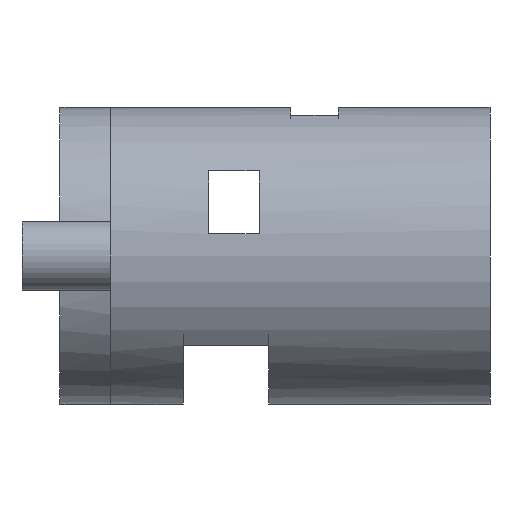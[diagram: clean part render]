
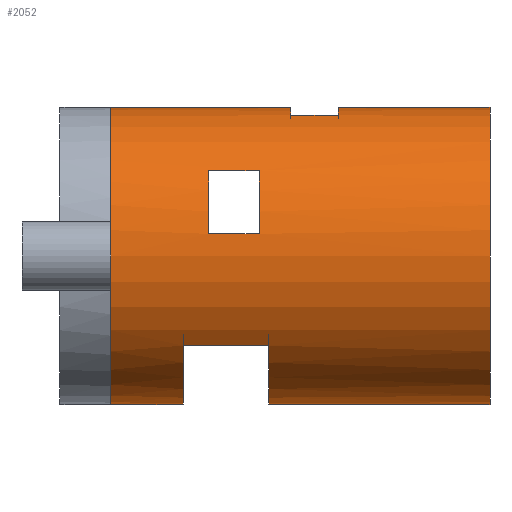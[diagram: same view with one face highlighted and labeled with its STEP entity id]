
A CAD part, left-side view. The second image highlights one B-rep face of the part: STEP entity #2052.
In plain terms, the highlighted cylindrical face has radius 23.5 mm (diameter 47 mm), a partial arc.
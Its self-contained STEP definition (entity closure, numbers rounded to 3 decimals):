
#4 = VERTEX_POINT ( 'NONE', #344 ) ;
#6 = CARTESIAN_POINT ( 'NONE',  ( -7.5, 10., 6.271 ) ) ;
#21 = CIRCLE ( 'NONE', #1711, 23.5 ) ;
#44 = DIRECTION ( 'NONE',  ( 0., 1., 0. ) ) ;
#137 = VECTOR ( 'NONE', #954, 1000. ) ;
#147 = VERTEX_POINT ( 'NONE', #1188 ) ;
#151 = CARTESIAN_POINT ( 'NONE',  ( 0., 10., -39.5 ) ) ;
#168 = DIRECTION ( 'NONE',  ( 0., 0., -1. ) ) ;
#184 = DIRECTION ( 'NONE',  ( 0., 0., -1. ) ) ;
#233 = CARTESIAN_POINT ( 'NONE',  ( -19.235, 10., -2.5 ) ) ;
#235 = CARTESIAN_POINT ( 'NONE',  ( 0., -50., -39.5 ) ) ;
#267 = CARTESIAN_POINT ( 'NONE',  ( 0., -18.5, -16. ) ) ;
#313 = ORIENTED_EDGE ( 'NONE', *, *, #946, .T. ) ;
#339 = LINE ( 'NONE', #881, #2166 ) ;
#342 = CIRCLE ( 'NONE', #1352, 23.5 ) ;
#344 = CARTESIAN_POINT ( 'NONE',  ( 0., -1.5, -39.5 ) ) ;
#351 = DIRECTION ( 'NONE',  ( 0., -1., 0. ) ) ;
#374 = LINE ( 'NONE', #233, #137 ) ;
#383 = CYLINDRICAL_SURFACE ( 'NONE', #1689, 23.5 ) ;
#384 = EDGE_CURVE ( 'NONE', #1042, #4, #1606, .T. ) ;
#415 = LINE ( 'NONE', #1685, #1257 ) ;
#423 = DIRECTION ( 'NONE',  ( 0., 0., -1. ) ) ;
#434 = CIRCLE ( 'NONE', #1114, 23.5 ) ;
#442 = CARTESIAN_POINT ( 'NONE',  ( -18.75, 10., -30.166 ) ) ;
#447 = DIRECTION ( 'NONE',  ( 0., -1., 0. ) ) ;
#450 = CARTESIAN_POINT ( 'NONE',  ( 0., -50., 7.5 ) ) ;
#451 = ORIENTED_EDGE ( 'NONE', *, *, #2090, .T. ) ;
#460 = VERTEX_POINT ( 'NONE', #842 ) ;
#514 = DIRECTION ( 'NONE',  ( 0., 1., 0. ) ) ;
#521 = ORIENTED_EDGE ( 'NONE', *, *, #595, .T. ) ;
#522 = EDGE_CURVE ( 'NONE', #147, #1426, #1639, .T. ) ;
#561 = EDGE_CURVE ( 'NONE', #616, #1402, #1189, .T. ) ;
#584 = VECTOR ( 'NONE', #351, 1000. ) ;
#591 = EDGE_LOOP ( 'NONE', ( #2249, #2238, #2267, #1568, #2101, #2137, #951, #1565, #1713, #692, #2077, #1533 ) ) ;
#595 = EDGE_CURVE ( 'NONE', #1426, #1445, #339, .T. ) ;
#605 = CIRCLE ( 'NONE', #1733, 23.5 ) ;
#616 = VERTEX_POINT ( 'NONE', #1736 ) ;
#628 = EDGE_CURVE ( 'NONE', #837, #1882, #605, .T. ) ;
#667 = CARTESIAN_POINT ( 'NONE',  ( 0., 10., 7.5 ) ) ;
#687 = CARTESIAN_POINT ( 'NONE',  ( 0., 10., 7.5 ) ) ;
#692 = ORIENTED_EDGE ( 'NONE', *, *, #1504, .T. ) ;
#701 = AXIS2_PLACEMENT_3D ( 'NONE', #2120, #514, #1060 ) ;
#712 = DIRECTION ( 'NONE',  ( 0., -1., 0. ) ) ;
#733 = CARTESIAN_POINT ( 'NONE',  ( 0., -15., -16. ) ) ;
#756 = CARTESIAN_POINT ( 'NONE',  ( 0., -50., -16. ) ) ;
#784 = AXIS2_PLACEMENT_3D ( 'NONE', #2294, #712, #168 ) ;
#793 = DIRECTION ( 'NONE',  ( 0., -1., 0. ) ) ;
#800 = DIRECTION ( 'NONE',  ( 0., -1., 0. ) ) ;
#837 = VERTEX_POINT ( 'NONE', #1831 ) ;
#842 = CARTESIAN_POINT ( 'NONE',  ( -7.5, -18.5, 6.271 ) ) ;
#854 = VECTOR ( 'NONE', #800, 1000. ) ;
#857 = VERTEX_POINT ( 'NONE', #1310 ) ;
#881 = CARTESIAN_POINT ( 'NONE',  ( -23.238, 10., -12.5 ) ) ;
#885 = CARTESIAN_POINT ( 'NONE',  ( -19.235, -5.5, -2.5 ) ) ;
#897 = EDGE_CURVE ( 'NONE', #837, #4, #1400, .T. ) ;
#922 = DIRECTION ( 'NONE',  ( 0., -1., 0. ) ) ;
#946 = EDGE_CURVE ( 'NONE', #1445, #999, #969, .T. ) ;
#951 = ORIENTED_EDGE ( 'NONE', *, *, #1268, .T. ) ;
#954 = DIRECTION ( 'NONE',  ( 0., -1., 0. ) ) ;
#969 = CIRCLE ( 'NONE', #701, 23.5 ) ;
#984 = CARTESIAN_POINT ( 'NONE',  ( 0., -26., -16. ) ) ;
#991 = DIRECTION ( 'NONE',  ( 0., 1., 0. ) ) ;
#999 = VERTEX_POINT ( 'NONE', #885 ) ;
#1027 = VERTEX_POINT ( 'NONE', #1962 ) ;
#1042 = VERTEX_POINT ( 'NONE', #1623 ) ;
#1050 = VECTOR ( 'NONE', #1767, 1000. ) ;
#1052 = EDGE_CURVE ( 'NONE', #1112, #857, #434, .T. ) ;
#1060 = DIRECTION ( 'NONE',  ( 0., 0., 1. ) ) ;
#1090 = AXIS2_PLACEMENT_3D ( 'NONE', #756, #1468, #423 ) ;
#1112 = VERTEX_POINT ( 'NONE', #1964 ) ;
#1114 = AXIS2_PLACEMENT_3D ( 'NONE', #733, #1604, #1446 ) ;
#1128 = DIRECTION ( 'NONE',  ( 0., -1., 0. ) ) ;
#1146 = LINE ( 'NONE', #2048, #1317 ) ;
#1162 = EDGE_CURVE ( 'NONE', #2293, #460, #1617, .T. ) ;
#1188 = CARTESIAN_POINT ( 'NONE',  ( -19.235, -13.5, -2.5 ) ) ;
#1189 = LINE ( 'NONE', #687, #1050 ) ;
#1202 = DIRECTION ( 'NONE',  ( 0., 1., 0. ) ) ;
#1210 = CARTESIAN_POINT ( 'NONE',  ( -7.5, -26., 6.271 ) ) ;
#1216 = CARTESIAN_POINT ( 'NONE',  ( 0., 10., -16. ) ) ;
#1257 = VECTOR ( 'NONE', #1128, 1000. ) ;
#1268 = EDGE_CURVE ( 'NONE', #857, #1649, #415, .T. ) ;
#1294 = FACE_OUTER_BOUND ( 'NONE', #591, .T. ) ;
#1307 = FACE_BOUND ( 'NONE', #1888, .T. ) ;
#1310 = CARTESIAN_POINT ( 'NONE',  ( 0., -15., -39.5 ) ) ;
#1317 = VECTOR ( 'NONE', #447, 1000. ) ;
#1352 = AXIS2_PLACEMENT_3D ( 'NONE', #984, #793, #2218 ) ;
#1373 = DIRECTION ( 'NONE',  ( 0., 0., -1. ) ) ;
#1395 = CARTESIAN_POINT ( 'NONE',  ( 0., -13.5, -16. ) ) ;
#1400 = LINE ( 'NONE', #151, #584 ) ;
#1402 = VERTEX_POINT ( 'NONE', #450 ) ;
#1419 = DIRECTION ( 'NONE',  ( 0., 0., 1. ) ) ;
#1426 = VERTEX_POINT ( 'NONE', #2053 ) ;
#1437 = CARTESIAN_POINT ( 'NONE',  ( 0., 10., -16. ) ) ;
#1445 = VERTEX_POINT ( 'NONE', #1710 ) ;
#1446 = DIRECTION ( 'NONE',  ( 0., 0., -1. ) ) ;
#1468 = DIRECTION ( 'NONE',  ( 0., -1., 0. ) ) ;
#1504 = EDGE_CURVE ( 'NONE', #616, #2293, #342, .T. ) ;
#1509 = EDGE_CURVE ( 'NONE', #1882, #1027, #1146, .T. ) ;
#1512 = DIRECTION ( 'NONE',  ( -1., 0., 0. ) ) ;
#1533 = ORIENTED_EDGE ( 'NONE', *, *, #2152, .T. ) ;
#1565 = ORIENTED_EDGE ( 'NONE', *, *, #1704, .F. ) ;
#1568 = ORIENTED_EDGE ( 'NONE', *, *, #384, .F. ) ;
#1604 = DIRECTION ( 'NONE',  ( 0., -1., 0. ) ) ;
#1606 = CIRCLE ( 'NONE', #784, 23.5 ) ;
#1617 = LINE ( 'NONE', #6, #2180 ) ;
#1620 = DIRECTION ( 'NONE',  ( 0., 1., 0. ) ) ;
#1623 = CARTESIAN_POINT ( 'NONE',  ( -18.75, -1.5, -30.166 ) ) ;
#1639 = CIRCLE ( 'NONE', #1863, 23.5 ) ;
#1649 = VERTEX_POINT ( 'NONE', #235 ) ;
#1685 = CARTESIAN_POINT ( 'NONE',  ( 0., 10., -39.5 ) ) ;
#1689 = AXIS2_PLACEMENT_3D ( 'NONE', #1437, #922, #184 ) ;
#1700 = LINE ( 'NONE', #442, #854 ) ;
#1704 = EDGE_CURVE ( 'NONE', #1402, #1649, #1872, .T. ) ;
#1710 = CARTESIAN_POINT ( 'NONE',  ( -23.238, -5.5, -12.5 ) ) ;
#1711 = AXIS2_PLACEMENT_3D ( 'NONE', #267, #991, #1512 ) ;
#1713 = ORIENTED_EDGE ( 'NONE', *, *, #561, .F. ) ;
#1733 = AXIS2_PLACEMENT_3D ( 'NONE', #1216, #1620, #1419 ) ;
#1736 = CARTESIAN_POINT ( 'NONE',  ( 0., -26., 7.5 ) ) ;
#1767 = DIRECTION ( 'NONE',  ( 0., -1., 0. ) ) ;
#1831 = CARTESIAN_POINT ( 'NONE',  ( 0., 10., -39.5 ) ) ;
#1863 = AXIS2_PLACEMENT_3D ( 'NONE', #1395, #1932, #1373 ) ;
#1866 = ORIENTED_EDGE ( 'NONE', *, *, #522, .T. ) ;
#1872 = CIRCLE ( 'NONE', #1090, 23.5 ) ;
#1882 = VERTEX_POINT ( 'NONE', #667 ) ;
#1888 = EDGE_LOOP ( 'NONE', ( #313, #451, #1866, #521 ) ) ;
#1932 = DIRECTION ( 'NONE',  ( 0., -1., 0. ) ) ;
#1962 = CARTESIAN_POINT ( 'NONE',  ( 0., -18.5, 7.5 ) ) ;
#1964 = CARTESIAN_POINT ( 'NONE',  ( -18.75, -15., -30.166 ) ) ;
#2048 = CARTESIAN_POINT ( 'NONE',  ( 0., 10., 7.5 ) ) ;
#2052 = ADVANCED_FACE ( 'NONE', ( #1294, #1307 ), #383, .T. ) ;
#2053 = CARTESIAN_POINT ( 'NONE',  ( -23.238, -13.5, -12.5 ) ) ;
#2077 = ORIENTED_EDGE ( 'NONE', *, *, #1162, .T. ) ;
#2090 = EDGE_CURVE ( 'NONE', #999, #147, #374, .T. ) ;
#2101 = ORIENTED_EDGE ( 'NONE', *, *, #2155, .T. ) ;
#2120 = CARTESIAN_POINT ( 'NONE',  ( 0., -5.5, -16. ) ) ;
#2137 = ORIENTED_EDGE ( 'NONE', *, *, #1052, .T. ) ;
#2152 = EDGE_CURVE ( 'NONE', #460, #1027, #21, .T. ) ;
#2155 = EDGE_CURVE ( 'NONE', #1042, #1112, #1700, .T. ) ;
#2166 = VECTOR ( 'NONE', #1202, 1000. ) ;
#2180 = VECTOR ( 'NONE', #44, 1000. ) ;
#2218 = DIRECTION ( 'NONE',  ( 1., 0., 0. ) ) ;
#2238 = ORIENTED_EDGE ( 'NONE', *, *, #628, .F. ) ;
#2249 = ORIENTED_EDGE ( 'NONE', *, *, #1509, .F. ) ;
#2267 = ORIENTED_EDGE ( 'NONE', *, *, #897, .T. ) ;
#2293 = VERTEX_POINT ( 'NONE', #1210 ) ;
#2294 = CARTESIAN_POINT ( 'NONE',  ( 0., -1.5, -16. ) ) ;
